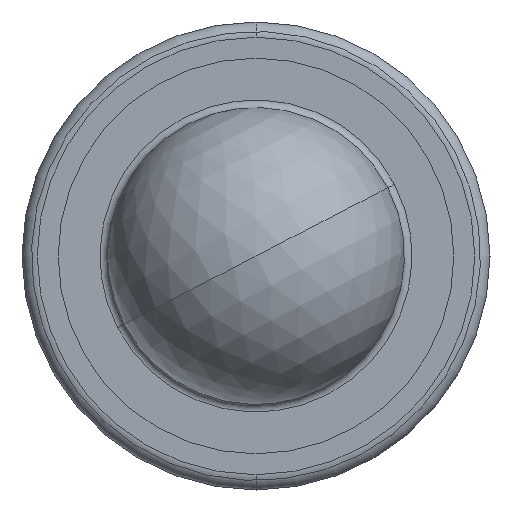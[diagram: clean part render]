
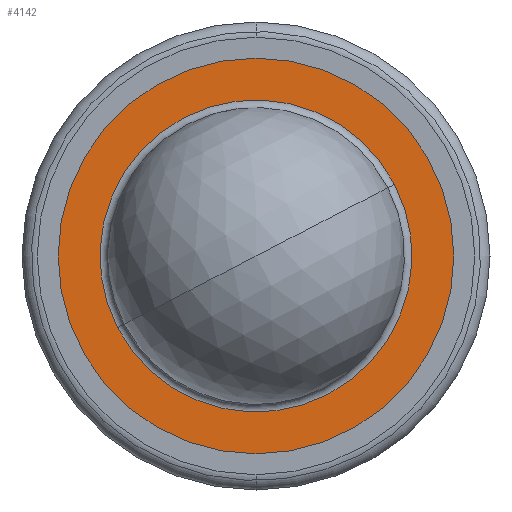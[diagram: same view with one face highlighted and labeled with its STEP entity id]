
A CAD part, front view. The second image highlights one B-rep face of the part: STEP entity #4142.
In plain terms, the highlighted face is planar.
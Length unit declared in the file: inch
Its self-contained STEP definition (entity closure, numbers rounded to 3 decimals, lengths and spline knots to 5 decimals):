
#575 = EDGE_CURVE ( 'NONE', #1808, #1144, #2180, .T. ) ;
#588 = FACE_OUTER_BOUND ( 'NONE', #5939, .T. ) ;
#686 = CIRCLE ( 'NONE', #983, 0.295 ) ;
#725 = DIRECTION ( 'NONE',  ( 0., -1., 0. ) ) ;
#869 = AXIS2_PLACEMENT_3D ( 'NONE', #3908, #2105, #5301 ) ;
#934 = CARTESIAN_POINT ( 'NONE',  ( -0.205, 0.04, 0. ) ) ;
#983 = AXIS2_PLACEMENT_3D ( 'NONE', #1618, #4829, #2080 ) ;
#1144 = VERTEX_POINT ( 'NONE', #2460 ) ;
#1208 = CARTESIAN_POINT ( 'NONE',  ( 0., 0.04, 0. ) ) ;
#1335 = EDGE_CURVE ( 'NONE', #2364, #2308, #2422, .T. ) ;
#1618 = CARTESIAN_POINT ( 'NONE',  ( 0., 0.04, 0. ) ) ;
#1636 = PLANE ( 'NONE',  #869 ) ;
#1658 = DIRECTION ( 'NONE',  ( 1., 0., 0. ) ) ;
#1779 = CARTESIAN_POINT ( 'NONE',  ( 0.205, 0.04, 0. ) ) ;
#1808 = VERTEX_POINT ( 'NONE', #4719 ) ;
#1875 = DIRECTION ( 'NONE',  ( 0., -1., 0. ) ) ;
#2080 = DIRECTION ( 'NONE',  ( 1., 0., 0. ) ) ;
#2105 = DIRECTION ( 'NONE',  ( 0., -1., 0. ) ) ;
#2115 = ORIENTED_EDGE ( 'NONE', *, *, #1335, .T. ) ;
#2180 = CIRCLE ( 'NONE', #3318, 0.295 ) ;
#2308 = VERTEX_POINT ( 'NONE', #1779 ) ;
#2364 = VERTEX_POINT ( 'NONE', #934 ) ;
#2422 = CIRCLE ( 'NONE', #4950, 0.205 ) ;
#2460 = CARTESIAN_POINT ( 'NONE',  ( 0.295, 0.04, 0. ) ) ;
#2736 = EDGE_CURVE ( 'NONE', #1144, #1808, #686, .T. ) ;
#2889 = FACE_BOUND ( 'NONE', #3685, .T. ) ;
#3013 = DIRECTION ( 'NONE',  ( 1., 0., 0. ) ) ;
#3284 = AXIS2_PLACEMENT_3D ( 'NONE', #4610, #1875, #5082 ) ;
#3318 = AXIS2_PLACEMENT_3D ( 'NONE', #3925, #725, #3013 ) ;
#3384 = CIRCLE ( 'NONE', #3284, 0.205 ) ;
#3685 = EDGE_LOOP ( 'NONE', ( #4103, #2115 ) ) ;
#3747 = ORIENTED_EDGE ( 'NONE', *, *, #2736, .F. ) ;
#3908 = CARTESIAN_POINT ( 'NONE',  ( -0.205, 0.04, 0. ) ) ;
#3925 = CARTESIAN_POINT ( 'NONE',  ( 0., 0.04, 0. ) ) ;
#4103 = ORIENTED_EDGE ( 'NONE', *, *, #5202, .T. ) ;
#4142 = ADVANCED_FACE ( 'NONE', ( #588, #2889 ), #1636, .F. ) ;
#4314 = ORIENTED_EDGE ( 'NONE', *, *, #575, .F. ) ;
#4406 = DIRECTION ( 'NONE',  ( 0., -1., 0. ) ) ;
#4610 = CARTESIAN_POINT ( 'NONE',  ( 0., 0.04, 0. ) ) ;
#4719 = CARTESIAN_POINT ( 'NONE',  ( -0.295, 0.04, 0. ) ) ;
#4829 = DIRECTION ( 'NONE',  ( 0., -1., 0. ) ) ;
#4950 = AXIS2_PLACEMENT_3D ( 'NONE', #1208, #4406, #1658 ) ;
#5082 = DIRECTION ( 'NONE',  ( 1., 0., 0. ) ) ;
#5202 = EDGE_CURVE ( 'NONE', #2308, #2364, #3384, .T. ) ;
#5301 = DIRECTION ( 'NONE',  ( 1., 0., 0. ) ) ;
#5939 = EDGE_LOOP ( 'NONE', ( #3747, #4314 ) ) ;
